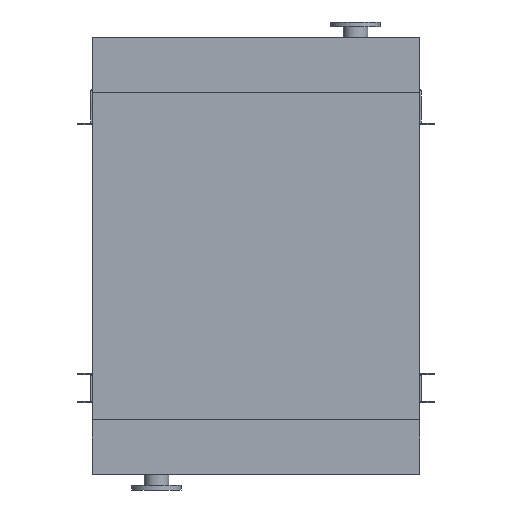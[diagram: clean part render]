
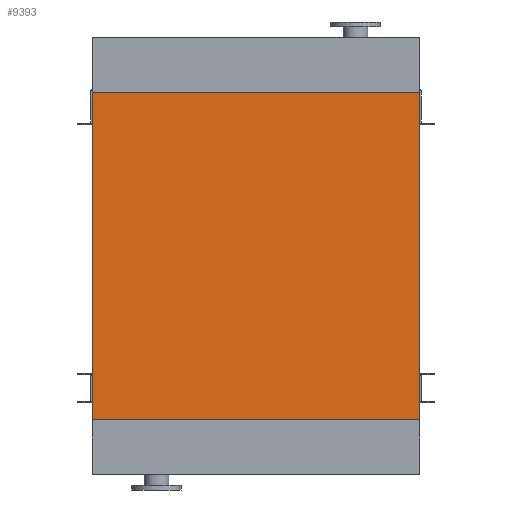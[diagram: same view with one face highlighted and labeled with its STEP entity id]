
A CAD part, front view. The second image highlights one B-rep face of the part: STEP entity #9393.
In plain terms, the highlighted planar face has unit normal (0, -1, 0).
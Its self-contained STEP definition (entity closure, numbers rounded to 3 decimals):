
#812 = CARTESIAN_POINT ( 'NONE',  ( 725., 0., -1450. ) ) ;
#1388 = LINE ( 'NONE', #5343, #11614 ) ;
#1462 = VECTOR ( 'NONE', #9994, 1000. ) ;
#1598 = AXIS2_PLACEMENT_3D ( 'NONE', #9758, #6434, #8624 ) ;
#2788 = EDGE_CURVE ( 'NONE', #6757, #8943, #7055, .T. ) ;
#3040 = EDGE_CURVE ( 'NONE', #5185, #6757, #12913, .T. ) ;
#3913 = ORIENTED_EDGE ( 'NONE', *, *, #2788, .F. ) ;
#4692 = PLANE ( 'NONE',  #1598 ) ;
#4713 = DIRECTION ( 'NONE',  ( 0., 0., 1. ) ) ;
#5185 = VERTEX_POINT ( 'NONE', #5814 ) ;
#5318 = VECTOR ( 'NONE', #4713, 1000. ) ;
#5343 = CARTESIAN_POINT ( 'NONE',  ( 725., 0., -1450. ) ) ;
#5814 = CARTESIAN_POINT ( 'NONE',  ( -725., 0., -1450. ) ) ;
#5844 = DIRECTION ( 'NONE',  ( 1., 0., 0. ) ) ;
#6434 = DIRECTION ( 'NONE',  ( 0., -1., 0. ) ) ;
#6757 = VERTEX_POINT ( 'NONE', #12714 ) ;
#7055 = LINE ( 'NONE', #7923, #1462 ) ;
#7158 = EDGE_LOOP ( 'NONE', ( #3913, #10362, #11247, #11869 ) ) ;
#7427 = FACE_OUTER_BOUND ( 'NONE', #7158, .T. ) ;
#7923 = CARTESIAN_POINT ( 'NONE',  ( -725., 0., 0. ) ) ;
#8040 = LINE ( 'NONE', #11988, #12329 ) ;
#8624 = DIRECTION ( 'NONE',  ( 0., 0., -1. ) ) ;
#8862 = CARTESIAN_POINT ( 'NONE',  ( 725., 0., 0. ) ) ;
#8943 = VERTEX_POINT ( 'NONE', #8862 ) ;
#9393 = ADVANCED_FACE ( 'NONE', ( #7427 ), #4692, .T. ) ;
#9498 = EDGE_CURVE ( 'NONE', #11204, #8943, #1388, .T. ) ;
#9758 = CARTESIAN_POINT ( 'NONE',  ( -725., 0., -1450. ) ) ;
#9994 = DIRECTION ( 'NONE',  ( 1., 0., 0. ) ) ;
#10362 = ORIENTED_EDGE ( 'NONE', *, *, #3040, .F. ) ;
#11204 = VERTEX_POINT ( 'NONE', #812 ) ;
#11247 = ORIENTED_EDGE ( 'NONE', *, *, #12498, .T. ) ;
#11614 = VECTOR ( 'NONE', #12412, 1000. ) ;
#11849 = CARTESIAN_POINT ( 'NONE',  ( -725., 0., -1450. ) ) ;
#11869 = ORIENTED_EDGE ( 'NONE', *, *, #9498, .T. ) ;
#11988 = CARTESIAN_POINT ( 'NONE',  ( -725., 0., -1450. ) ) ;
#12329 = VECTOR ( 'NONE', #5844, 1000. ) ;
#12412 = DIRECTION ( 'NONE',  ( 0., 0., 1. ) ) ;
#12498 = EDGE_CURVE ( 'NONE', #5185, #11204, #8040, .T. ) ;
#12714 = CARTESIAN_POINT ( 'NONE',  ( -725., 0., 0. ) ) ;
#12913 = LINE ( 'NONE', #11849, #5318 ) ;
